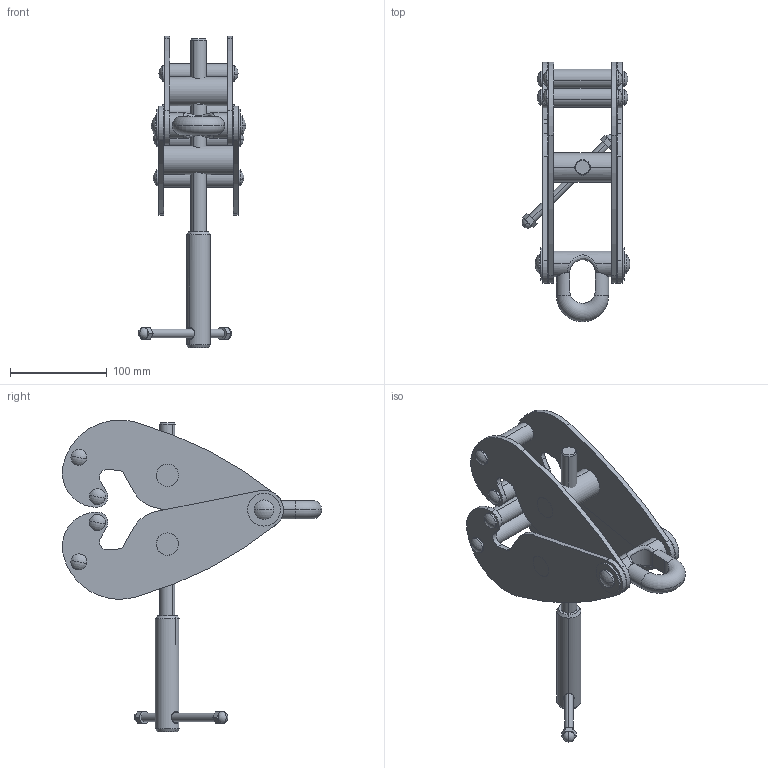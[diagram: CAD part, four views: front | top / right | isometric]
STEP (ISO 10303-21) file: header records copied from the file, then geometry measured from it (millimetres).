
FILE_DESCRIPTION (( 'STEP AP203' ), '1' );
FILE_NAME ('T29870.STEP', '2018-07-19T15:29:36', ( '' ), ( '' ), 'SwSTEP 2.0', 'SolidWorks 2016', '' );
FILE_SCHEMA (( 'CONFIG_CONTROL_DESIGN' ));
Length unit declared in the file: millimetre
Products named in the file (12): T28970-5; T28970-9; T28970-8; T28970-4; T28970-6; T28970-7; T28970-2; T29870; F3002; Plain Washer Form D_Doughty Fastners_Bright washer BS 4320 - M16 (Form D); T28970-1; T28970-3
Assembly tree (18 placements, depth 3):
  T29870
    T28970-2
    T28970-1  x4
    T28970-3
    T28970-4
    T28970-5  x2
    T28970-6  x2
    Plain Washer Form D_Doughty Fastners_Bright washer BS 4320 - M16 (Form D)  x2
    T28970-9
      T28970-7
      T28970-8
      F3002  x2
Bounding box: 111.53 x 268.38 x 322.68 mm (x, y, z)
Volume: 626357.6 mm3; surface area: 208767.5 mm2
Topology: 17 solids, 17 shells, 266 faces, 653 edges, 430 vertices
Faces by surface type: cylinder 151, plane 75, sphere 24, cone 12, torus 2, bspline 2
Entity records: 7516 total; most frequent: CARTESIAN_POINT 2356, DIRECTION 842, ORIENTED_EDGE 728, EDGE_CURVE 364, AXIS2_PLACEMENT_3D 355, VERTEX_POINT 237, EDGE_LOOP 181, CIRCLE 181
